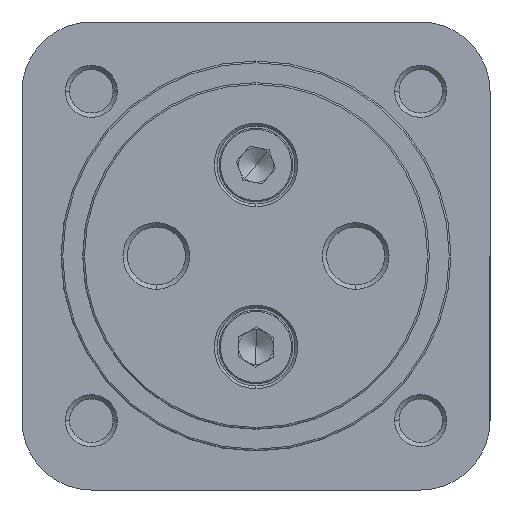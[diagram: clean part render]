
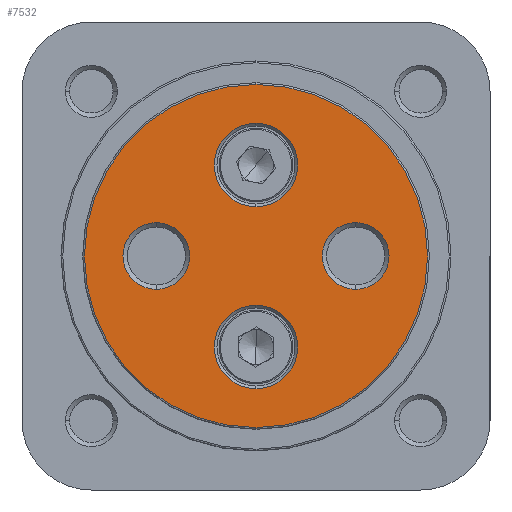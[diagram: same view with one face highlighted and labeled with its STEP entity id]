
A CAD part, left-side view. The second image highlights one B-rep face of the part: STEP entity #7532.
In plain terms, the highlighted planar face has unit normal (-1, 0, 0).
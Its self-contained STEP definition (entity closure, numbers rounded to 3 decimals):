
#272 = AXIS2_PLACEMENT_3D ( 'NONE', #1783, #1796, #1797 ) ;
#556 = AXIS2_PLACEMENT_3D ( 'NONE', #3325, #3326, #3327 ) ;
#570 = AXIS2_PLACEMENT_3D ( 'NONE', #3386, #3387, #3388 ) ;
#571 = AXIS2_PLACEMENT_3D ( 'NONE', #3396, #3397, #3398 ) ;
#587 = AXIS2_PLACEMENT_3D ( 'NONE', #3466, #3467, #3468 ) ;
#588 = AXIS2_PLACEMENT_3D ( 'NONE', #3476, #3477, #3478 ) ;
#605 = AXIS2_PLACEMENT_3D ( 'NONE', #3571, #3578, #3579 ) ;
#611 = AXIS2_PLACEMENT_3D ( 'NONE', #3589, #3596, #3597 ) ;
#612 = AXIS2_PLACEMENT_3D ( 'NONE', #3592, #3599, #3600 ) ;
#616 = AXIS2_PLACEMENT_3D ( 'NONE', #3604, #3611, #3612 ) ;
#617 = AXIS2_PLACEMENT_3D ( 'NONE', #3607, #3614, #3615 ) ;
#766 = FACE_BOUND ( 'NONE', #4647, .T. ) ;
#770 = FACE_OUTER_BOUND ( 'NONE', #5607, .T. ) ;
#776 = FACE_BOUND ( 'NONE', #4644, .T. ) ;
#778 = FACE_BOUND ( 'NONE', #4645, .T. ) ;
#780 = FACE_BOUND ( 'NONE', #4646, .T. ) ;
#1783 = CARTESIAN_POINT ( 'NONE',  ( 0., 0., 0. ) ) ;
#1793 = PLANE ( 'NONE',  #272 ) ;
#1796 = DIRECTION ( 'NONE',  ( 1., 0., 0. ) ) ;
#1797 = DIRECTION ( 'NONE',  ( 0., 0., -1. ) ) ;
#3325 = CARTESIAN_POINT ( 'NONE',  ( 0., 0., 0. ) ) ;
#3326 = DIRECTION ( 'NONE',  ( -1., 0., 0. ) ) ;
#3327 = DIRECTION ( 'NONE',  ( 0., 0., -1. ) ) ;
#3386 = CARTESIAN_POINT ( 'NONE',  ( 0., 0., 10.5 ) ) ;
#3387 = DIRECTION ( 'NONE',  ( 1., 0., 0. ) ) ;
#3388 = DIRECTION ( 'NONE',  ( 0., 0., -1. ) ) ;
#3396 = CARTESIAN_POINT ( 'NONE',  ( 0., 0., -10.5 ) ) ;
#3397 = DIRECTION ( 'NONE',  ( 1., 0., 0. ) ) ;
#3398 = DIRECTION ( 'NONE',  ( 0., 0., -1. ) ) ;
#3466 = CARTESIAN_POINT ( 'NONE',  ( 0., 11.5, 0. ) ) ;
#3467 = DIRECTION ( 'NONE',  ( 1., 0., 0. ) ) ;
#3468 = DIRECTION ( 'NONE',  ( 0., 0., -1. ) ) ;
#3476 = CARTESIAN_POINT ( 'NONE',  ( 0., -11.5, 0. ) ) ;
#3477 = DIRECTION ( 'NONE',  ( 1., 0., 0. ) ) ;
#3478 = DIRECTION ( 'NONE',  ( 0., 0., -1. ) ) ;
#3571 = CARTESIAN_POINT ( 'NONE',  ( 0., -11.5, 0. ) ) ;
#3578 = DIRECTION ( 'NONE',  ( 1., 0., 0. ) ) ;
#3579 = DIRECTION ( 'NONE',  ( 0., 0., -1. ) ) ;
#3589 = CARTESIAN_POINT ( 'NONE',  ( 0., 11.5, 0. ) ) ;
#3592 = CARTESIAN_POINT ( 'NONE',  ( 0., 0., 10.5 ) ) ;
#3596 = DIRECTION ( 'NONE',  ( 1., 0., 0. ) ) ;
#3597 = DIRECTION ( 'NONE',  ( 0., 0., -1. ) ) ;
#3599 = DIRECTION ( 'NONE',  ( 1., 0., 0. ) ) ;
#3600 = DIRECTION ( 'NONE',  ( 0., 0., -1. ) ) ;
#3604 = CARTESIAN_POINT ( 'NONE',  ( 0., 0., 0. ) ) ;
#3607 = CARTESIAN_POINT ( 'NONE',  ( 0., 0., -10.5 ) ) ;
#3611 = DIRECTION ( 'NONE',  ( -1., 0., 0. ) ) ;
#3612 = DIRECTION ( 'NONE',  ( 0., 0., -1. ) ) ;
#3614 = DIRECTION ( 'NONE',  ( 1., 0., 0. ) ) ;
#3615 = DIRECTION ( 'NONE',  ( 0., 0., -1. ) ) ;
#4044 = CIRCLE ( 'NONE', #556, 19.8 ) ;
#4074 = CIRCLE ( 'NONE', #570, 4.8 ) ;
#4080 = CIRCLE ( 'NONE', #571, 4.8 ) ;
#4122 = CIRCLE ( 'NONE', #587, 3.85 ) ;
#4128 = CIRCLE ( 'NONE', #588, 3.85 ) ;
#4192 = CIRCLE ( 'NONE', #605, 3.85 ) ;
#4198 = CIRCLE ( 'NONE', #611, 3.85 ) ;
#4199 = CIRCLE ( 'NONE', #612, 4.8 ) ;
#4203 = CIRCLE ( 'NONE', #616, 19.8 ) ;
#4204 = CIRCLE ( 'NONE', #617, 4.8 ) ;
#4644 = EDGE_LOOP ( 'NONE', ( #5409, #5410 ) ) ;
#4645 = EDGE_LOOP ( 'NONE', ( #5411, #5412 ) ) ;
#4646 = EDGE_LOOP ( 'NONE', ( #5413, #5414 ) ) ;
#4647 = EDGE_LOOP ( 'NONE', ( #5415, #5416 ) ) ;
#5407 = ORIENTED_EDGE ( 'NONE', *, *, #8205, .T. ) ;
#5408 = ORIENTED_EDGE ( 'NONE', *, *, #8094, .T. ) ;
#5409 = ORIENTED_EDGE ( 'NONE', *, *, #8120, .T. ) ;
#5410 = ORIENTED_EDGE ( 'NONE', *, *, #8206, .T. ) ;
#5411 = ORIENTED_EDGE ( 'NONE', *, *, #8116, .T. ) ;
#5412 = ORIENTED_EDGE ( 'NONE', *, *, #8201, .T. ) ;
#5413 = ORIENTED_EDGE ( 'NONE', *, *, #8152, .T. ) ;
#5414 = ORIENTED_EDGE ( 'NONE', *, *, #8194, .T. ) ;
#5415 = ORIENTED_EDGE ( 'NONE', *, *, #8148, .T. ) ;
#5416 = ORIENTED_EDGE ( 'NONE', *, *, #8200, .T. ) ;
#5607 = EDGE_LOOP ( 'NONE', ( #5407, #5408 ) ) ;
#5928 = VERTEX_POINT ( 'NONE', #6325 ) ;
#5929 = VERTEX_POINT ( 'NONE', #6326 ) ;
#5950 = VERTEX_POINT ( 'NONE', #6347 ) ;
#5951 = VERTEX_POINT ( 'NONE', #6348 ) ;
#5954 = VERTEX_POINT ( 'NONE', #6351 ) ;
#5955 = VERTEX_POINT ( 'NONE', #6352 ) ;
#5982 = VERTEX_POINT ( 'NONE', #6379 ) ;
#5983 = VERTEX_POINT ( 'NONE', #6380 ) ;
#5986 = VERTEX_POINT ( 'NONE', #6383 ) ;
#5987 = VERTEX_POINT ( 'NONE', #6384 ) ;
#6325 = CARTESIAN_POINT ( 'NONE',  ( 0., 0., 19.8 ) ) ;
#6326 = CARTESIAN_POINT ( 'NONE',  ( 0., 0., -19.8 ) ) ;
#6347 = CARTESIAN_POINT ( 'NONE',  ( 0., 0., 5.7 ) ) ;
#6348 = CARTESIAN_POINT ( 'NONE',  ( 0., 0., 15.3 ) ) ;
#6351 = CARTESIAN_POINT ( 'NONE',  ( 0., 0., -15.3 ) ) ;
#6352 = CARTESIAN_POINT ( 'NONE',  ( 0., 0., -5.7 ) ) ;
#6379 = CARTESIAN_POINT ( 'NONE',  ( 0., 11.5, -3.85 ) ) ;
#6380 = CARTESIAN_POINT ( 'NONE',  ( 0., 11.5, 3.85 ) ) ;
#6383 = CARTESIAN_POINT ( 'NONE',  ( 0., -11.5, -3.85 ) ) ;
#6384 = CARTESIAN_POINT ( 'NONE',  ( 0., -11.5, 3.85 ) ) ;
#7532 = ADVANCED_FACE ( 'NONE', ( #770, #776, #778, #780, #766 ), #1793, .F. ) ;
#8094 = EDGE_CURVE ( 'NONE', #5928, #5929, #4044, .T. ) ;
#8116 = EDGE_CURVE ( 'NONE', #5951, #5950, #4074, .T. ) ;
#8120 = EDGE_CURVE ( 'NONE', #5955, #5954, #4080, .T. ) ;
#8148 = EDGE_CURVE ( 'NONE', #5983, #5982, #4122, .T. ) ;
#8152 = EDGE_CURVE ( 'NONE', #5987, #5986, #4128, .T. ) ;
#8194 = EDGE_CURVE ( 'NONE', #5986, #5987, #4192, .T. ) ;
#8200 = EDGE_CURVE ( 'NONE', #5982, #5983, #4198, .T. ) ;
#8201 = EDGE_CURVE ( 'NONE', #5950, #5951, #4199, .T. ) ;
#8205 = EDGE_CURVE ( 'NONE', #5929, #5928, #4203, .T. ) ;
#8206 = EDGE_CURVE ( 'NONE', #5954, #5955, #4204, .T. ) ;
